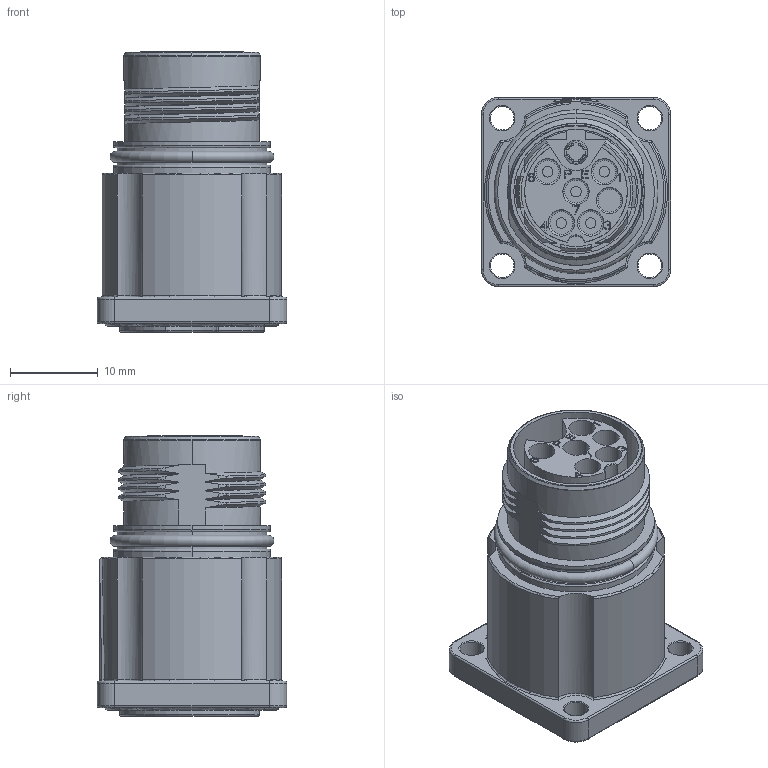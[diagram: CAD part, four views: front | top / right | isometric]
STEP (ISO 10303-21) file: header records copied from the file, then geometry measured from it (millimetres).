
FILE_DESCRIPTION((''),'2;1');
FILE_NAME('ST-5EP1N8AW400S','2015-02-26T',('skraut'),(''),'PRO/ENGINEER BY PARAMETRIC TECHNOLOGY CORPORATION, 2013230','PRO/ENGINEER BY PARAMETRIC TECHNOLOGY CORPORATION, 2013230','');
FILE_SCHEMA(('AUTOMOTIVE_DESIGN { 1 0 10303 214 1 1 1 1 }'));
Length unit declared in the file: millimetre
Products named in the file (1): ST-5EP1N8AW400S
Bounding box: 21.6 x 21.6 x 32 mm (x, y, z)
Volume: 7877.6 mm3; surface area: 4802.9 mm2
Topology: 1 solids, 1 shells, 615 faces, 1653 edges, 1070 vertices
Faces by surface type: plane 309, cylinder 120, torus 85, bspline 70, revolution 12, cone 11, extrusion 4, sphere 4
Entity records: 23367 total; most frequent: CARTESIAN_POINT 8119, ORIENTED_EDGE 3306, DIRECTION 2932, EDGE_CURVE 1653, VERTEX_POINT 1070, AXIS2_PLACEMENT_3D 987, VECTOR 946, LINE 942
